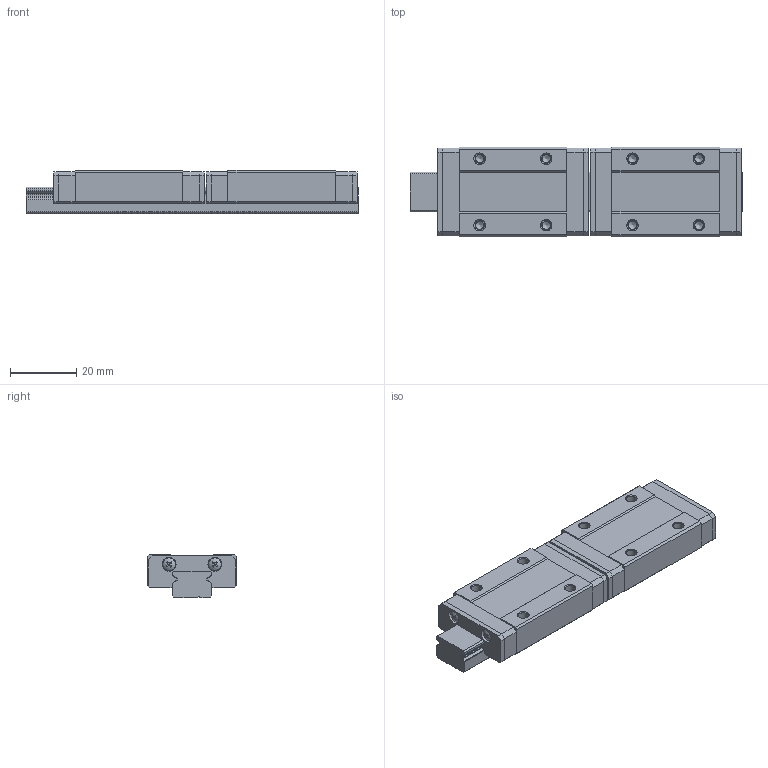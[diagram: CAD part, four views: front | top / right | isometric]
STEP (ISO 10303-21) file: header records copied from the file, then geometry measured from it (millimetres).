
FILE_DESCRIPTION(/* description */ ('','CAx-IF Rec.Pracs.---Representation and Presentation of Product Manufacturing Information (PMI)---4.0---2014-10-13'),/* implementation_level */ '2;1');
FILE_NAME(/* name */ 'MGN12_100.step',/* time_stamp */ '2025-03-24T15:43:53-07:00',/* author */ (''),/* organization */ (''),/* preprocessor_version */ 'ST-DEVELOPER v20',/* originating_system */ 'Autodesk Translation Framework v13.20.0.188',/* authorisation */ '');
FILE_SCHEMA (('AP242_MANAGED_MODEL_BASED_3D_ENGINEERING_MIM_LF { 1 0 10303 442 1 1 4 }'));
Length unit declared in the file: millimetre
Products named in the file (3): MGN12_100; MGN12 LINEAR GUIDE RAIL, CONFIGURABLE_200 mm; MGN12H, LINEAR GUIDE BLOCK
Assembly tree (3 placements, depth 2):
  MGN12_100
    MGN12 LINEAR GUIDE RAIL, CONFIGURABLE_200 mm
    MGN12H, LINEAR GUIDE BLOCK  x2
Bounding box: 100 x 27 x 13 mm (x, y, z)
Volume: 26762.4 mm3; surface area: 17161.8 mm2
Topology: 19 solids, 19 shells, 636 faces, 1730 edges, 1148 vertices
Faces by surface type: plane 393, cylinder 211, cone 24, sphere 8
Full cylindrical faces by diameter (mm): 2.5 x8, 3 x8, 3.5 x4, 4.2 x8, 6 x4
Entity records: 11255 total; most frequent: CARTESIAN_POINT 1934, DIRECTION 1922, ORIENTED_EDGE 1860, EDGE_CURVE 930, AXIS2_PLACEMENT_3D 648, LINE 626, VECTOR 626, VERTEX_POINT 620
